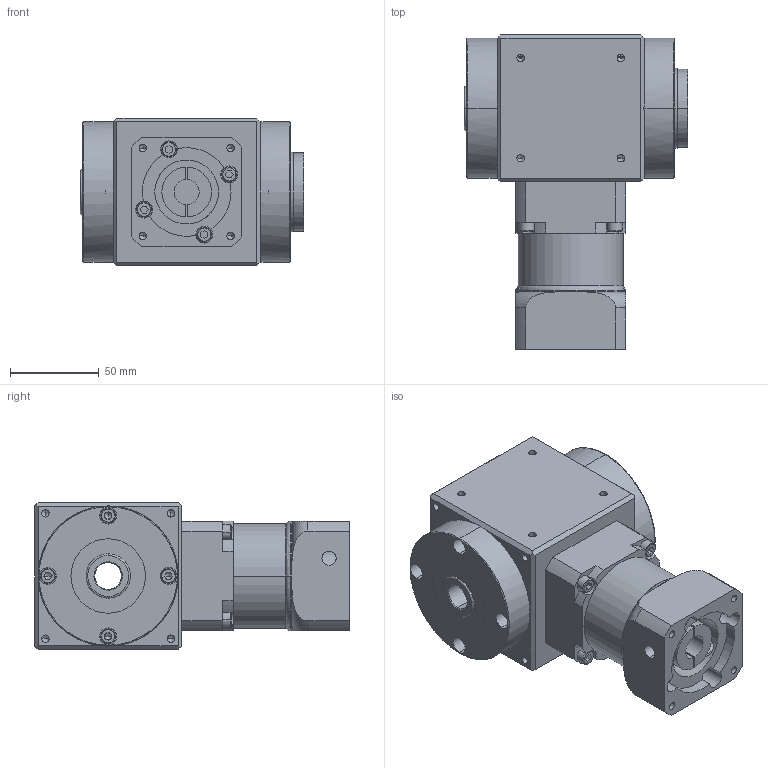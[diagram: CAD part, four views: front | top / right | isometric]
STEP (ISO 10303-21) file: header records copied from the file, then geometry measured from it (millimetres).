
FILE_DESCRIPTION (( 'STEP AP214' ), '1' );
FILE_NAME ('RAH060-L1-XX-F-14-50-70-M5_2019.STEP', '2019-03-22T10:32:25', ( 'Y' ), ( 'NCU' ), 'SwSTEP 2.0', 'SolidWorks 2016', '' );
FILE_SCHEMA (( 'AUTOMOTIVE_DESIGN' ));
Length unit declared in the file: millimetre
Products named in the file (1): RAH060-L1-XX-F-14-50-70-M5_2019
Bounding box: 126 x 177.5 x 83 mm (x, y, z)
Volume: 1002146.2 mm3; surface area: 110968.2 mm2
Topology: 2 solids, 10 shells, 609 faces, 1487 edges, 908 vertices
Faces by surface type: plane 258, cylinder 221, cone 104, bspline 22, torus 4
Entity records: 19294 total; most frequent: CARTESIAN_POINT 4005, DIRECTION 3077, ORIENTED_EDGE 2830, EDGE_CURVE 1415, AXIS2_PLACEMENT_3D 1168, VERTEX_POINT 908, LINE 741, VECTOR 741
